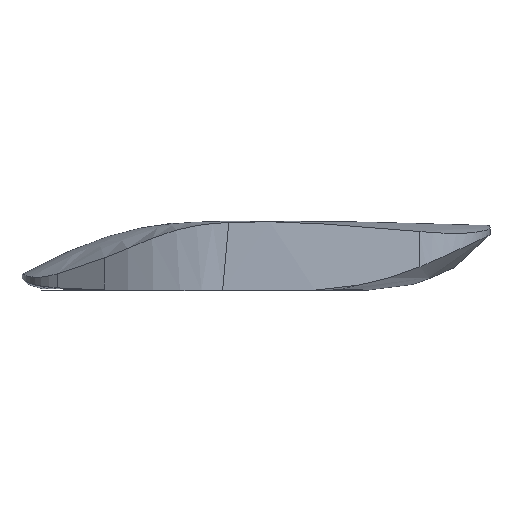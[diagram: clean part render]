
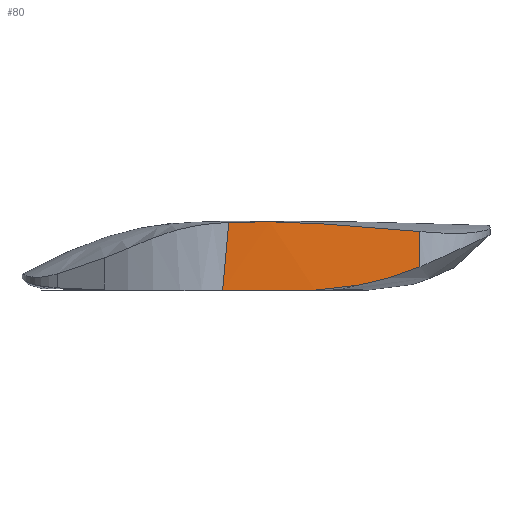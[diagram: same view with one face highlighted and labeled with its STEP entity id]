
A CAD part, front view. The second image highlights one B-rep face of the part: STEP entity #80.
In plain terms, the highlighted planar face has unit normal (0.138, -0.99, 0).
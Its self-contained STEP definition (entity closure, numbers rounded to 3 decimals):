
#80=ADVANCED_FACE('',(#252),#254,.T.);
#252=FACE_BOUND('',#253,.T.);
#253=EDGE_LOOP('',(#394,#395,#396,#397));
#254=PLANE('',#255);
#255=AXIS2_PLACEMENT_3D('',#256,#257,#258);
#256=CARTESIAN_POINT('',(5.803,-41.597,0.));
#257=DIRECTION('',(0.138,-0.99,0.));
#258=DIRECTION('',(0.99,0.138,0.));
#394=ORIENTED_EDGE('',*,*,#452,.T.);
#395=ORIENTED_EDGE('',*,*,#467,.T.);
#396=ORIENTED_EDGE('',*,*,#468,.F.);
#397=ORIENTED_EDGE('',*,*,#469,.F.);
#452=EDGE_CURVE('',#492,#489,#493,.T.);
#467=EDGE_CURVE('',#489,#518,#520,.T.);
#468=EDGE_CURVE('',#521,#518,#522,.T.);
#469=EDGE_CURVE('',#492,#521,#523,.T.);
#489=VERTEX_POINT('',#552);
#492=VERTEX_POINT('',#610);
#493=B_SPLINE_CURVE_WITH_KNOTS('',3,
(#611,#612,#613,#614,#615,#616,#617,#618,#619,#620,#621,#622,#623,#624,#625,#626,
#627,#628,#629,#630,#631,#632,#633,#634,#635,#636,#637,#638,#639,#640,#641,#642,
#643,#644,#645,#646,#647,#648,#649,#650,#651,#652,#653,#654),
.UNSPECIFIED.,.F.,.F.,
(4,1,1,1,1,1,1,1,1,1,1,1,1,1,1,1,1,1,1,1,1,1,1,1,1,1,1,1,1,1,1,1,1,1,1,1,1,1,1,1,
1,4),
(0.,0.022,0.044,0.065,0.086,0.107,
0.128,0.149,0.169,0.178,0.19,
0.21,0.23,0.249,0.269,0.288,
0.308,0.327,0.346,0.365,0.385,
0.406,0.426,0.448,0.471,0.494,
0.518,0.543,0.57,0.597,0.626,
0.656,0.687,0.72,0.753,0.786,
0.821,0.856,0.891,0.927,0.963,
1.),
.UNSPECIFIED.);
#518=VERTEX_POINT('',#1123);
#520=LINE('',#1160,#1161);
#521=VERTEX_POINT('',#1163);
#522=B_SPLINE_CURVE_WITH_KNOTS('',3,
(#1164,#1165,#1166,#1167,#1168,#1169,#1170,#1171,#1172,#1173,#1174,#1175,#1176,#1177,
#1178,#1179,#1180,#1181,#1182,#1183,#1184,#1185,#1186,#1187,#1188,#1189,#1190,#1191,
#1192,#1193,#1194,#1195,#1196,#1197,#1198),
.UNSPECIFIED.,.F.,.F.,
(4,1,1,1,1,1,1,1,1,1,1,1,1,1,1,1,1,1,1,1,1,1,1,1,1,1,1,1,1,1,1,1,4),
(0.,0.027,0.054,0.08,0.106,0.131,
0.156,0.159,0.181,0.205,0.229,
0.253,0.277,0.302,0.326,0.351,
0.376,0.403,0.43,0.458,0.488,
0.52,0.552,0.599,0.649,0.7,
0.74,0.781,0.823,0.866,0.91,
0.955,1.),
.UNSPECIFIED.);
#523=LINE('',#1199,#1200);
#552=CARTESIAN_POINT('',(52.763,-35.046,5.843));
#610=CARTESIAN_POINT('',(4.293,-40.978,0.));
#611=CARTESIAN_POINT('',(5.803,-41.597,0.));
#612=CARTESIAN_POINT('',(6.153,-41.548,0.));
#613=CARTESIAN_POINT('',(6.848,-41.451,0.));
#614=CARTESIAN_POINT('',(7.885,-41.307,0.));
#615=CARTESIAN_POINT('',(8.907,-41.164,0.));
#616=CARTESIAN_POINT('',(9.919,-41.023,0.));
#617=CARTESIAN_POINT('',(10.919,-40.884,0.));
#618=CARTESIAN_POINT('',(11.91,-40.745,0.));
#619=CARTESIAN_POINT('',(12.891,-40.608,0.));
#620=CARTESIAN_POINT('',(13.682,-40.498,0.));
#621=CARTESIAN_POINT('',(14.331,-40.407,0.));
#622=CARTESIAN_POINT('',(14.977,-40.317,0.));
#623=CARTESIAN_POINT('',(15.804,-40.202,0.));
#624=CARTESIAN_POINT('',(16.757,-40.069,0.));
#625=CARTESIAN_POINT('',(17.7,-39.937,0.));
#626=CARTESIAN_POINT('',(18.632,-39.807,0.));
#627=CARTESIAN_POINT('',(19.558,-39.678,0.));
#628=CARTESIAN_POINT('',(20.477,-39.55,0.));
#629=CARTESIAN_POINT('',(21.393,-39.422,0.002));
#630=CARTESIAN_POINT('',(22.311,-39.294,0.008));
#631=CARTESIAN_POINT('',(23.239,-39.165,0.018));
#632=CARTESIAN_POINT('',(24.187,-39.032,0.035));
#633=CARTESIAN_POINT('',(25.157,-38.897,0.059));
#634=CARTESIAN_POINT('',(26.159,-38.757,0.092));
#635=CARTESIAN_POINT('',(27.193,-38.613,0.137));
#636=CARTESIAN_POINT('',(28.271,-38.463,0.196));
#637=CARTESIAN_POINT('',(29.38,-38.308,0.27));
#638=CARTESIAN_POINT('',(30.532,-38.147,0.363));
#639=CARTESIAN_POINT('',(31.725,-37.981,0.476));
#640=CARTESIAN_POINT('',(32.979,-37.806,0.614));
#641=CARTESIAN_POINT('',(34.284,-37.624,0.781));
#642=CARTESIAN_POINT('',(35.647,-37.434,0.981));
#643=CARTESIAN_POINT('',(37.058,-37.237,1.215));
#644=CARTESIAN_POINT('',(38.524,-37.032,1.489));
#645=CARTESIAN_POINT('',(40.024,-36.823,1.803));
#646=CARTESIAN_POINT('',(41.557,-36.609,2.157));
#647=CARTESIAN_POINT('',(43.11,-36.392,2.553));
#648=CARTESIAN_POINT('',(44.691,-36.172,2.993));
#649=CARTESIAN_POINT('',(46.288,-35.949,3.477));
#650=CARTESIAN_POINT('',(47.899,-35.724,4.004));
#651=CARTESIAN_POINT('',(49.515,-35.499,4.573));
#652=CARTESIAN_POINT('',(51.14,-35.272,5.185));
#653=CARTESIAN_POINT('',(52.221,-35.121,5.619));
#654=CARTESIAN_POINT('',(52.763,-35.046,5.843));
#1123=CARTESIAN_POINT('',(52.763,-35.046,14.513));
#1160=CARTESIAN_POINT('',(52.763,-35.046,5.843));
#1161=VECTOR('',#1162,1.);
#1162=DIRECTION('',(0.,0.,1.));
#1163=CARTESIAN_POINT('',(5.803,-41.597,16.741));
#1164=CARTESIAN_POINT('',(5.803,-41.597,16.741));
#1165=CARTESIAN_POINT('',(6.23,-41.538,16.764));
#1166=CARTESIAN_POINT('',(7.074,-41.42,16.805));
#1167=CARTESIAN_POINT('',(8.33,-41.245,16.854));
#1168=CARTESIAN_POINT('',(9.559,-41.073,16.891));
#1169=CARTESIAN_POINT('',(10.769,-40.904,16.917));
#1170=CARTESIAN_POINT('',(11.96,-40.738,16.933));
#1171=CARTESIAN_POINT('',(12.786,-40.623,16.937));
#1172=CARTESIAN_POINT('',(13.565,-40.514,16.937));
#1173=CARTESIAN_POINT('',(14.333,-40.407,16.934));
#1174=CARTESIAN_POINT('',(15.442,-40.252,16.923));
#1175=CARTESIAN_POINT('',(16.578,-40.094,16.904));
#1176=CARTESIAN_POINT('',(17.712,-39.936,16.878));
#1177=CARTESIAN_POINT('',(18.847,-39.777,16.847));
#1178=CARTESIAN_POINT('',(19.985,-39.619,16.81));
#1179=CARTESIAN_POINT('',(21.135,-39.458,16.768));
#1180=CARTESIAN_POINT('',(22.307,-39.295,16.722));
#1181=CARTESIAN_POINT('',(23.514,-39.126,16.669));
#1182=CARTESIAN_POINT('',(24.752,-38.954,16.611));
#1183=CARTESIAN_POINT('',(26.036,-38.775,16.546));
#1184=CARTESIAN_POINT('',(27.367,-38.589,16.473));
#1185=CARTESIAN_POINT('',(28.774,-38.393,16.392));
#1186=CARTESIAN_POINT('',(30.245,-38.187,16.302));
#1187=CARTESIAN_POINT('',(31.992,-37.944,16.189));
#1188=CARTESIAN_POINT('',(34.012,-37.662,16.05));
#1189=CARTESIAN_POINT('',(36.32,-37.34,15.882));
#1190=CARTESIAN_POINT('',(38.513,-37.034,15.715));
#1191=CARTESIAN_POINT('',(40.579,-36.746,15.551));
#1192=CARTESIAN_POINT('',(42.511,-36.476,15.394));
#1193=CARTESIAN_POINT('',(44.488,-36.2,15.229));
#1194=CARTESIAN_POINT('',(46.514,-35.918,15.057));
#1195=CARTESIAN_POINT('',(48.57,-35.631,14.88));
#1196=CARTESIAN_POINT('',(50.658,-35.339,14.698));
#1197=CARTESIAN_POINT('',(52.058,-35.144,14.575));
#1198=CARTESIAN_POINT('',(52.763,-35.046,14.513));
#1199=CARTESIAN_POINT('',(5.803,-41.597,0.));
#1200=VECTOR('',#1201,1.);
#1201=DIRECTION('',(0.,0.,1.));
